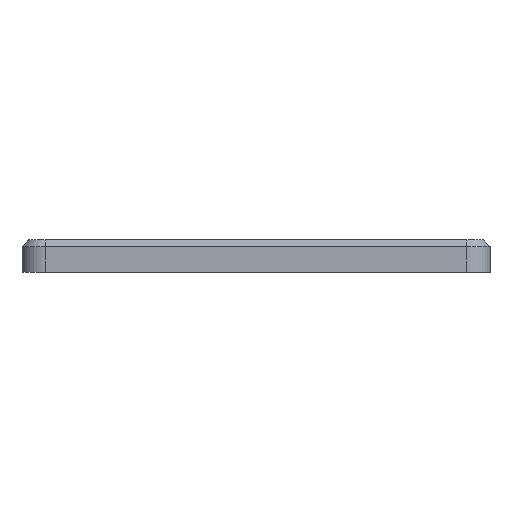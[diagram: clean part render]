
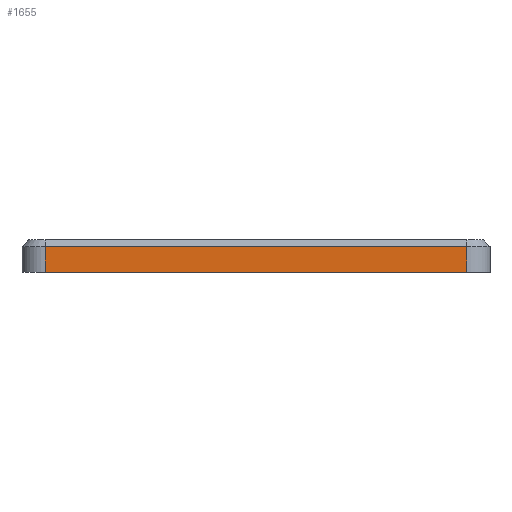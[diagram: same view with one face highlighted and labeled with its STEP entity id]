
A CAD part, front view. The second image highlights one B-rep face of the part: STEP entity #1655.
In plain terms, the highlighted planar face has unit normal (0, -1, 0).
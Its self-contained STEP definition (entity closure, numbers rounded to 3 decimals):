
#257=FACE_OUTER_BOUND('',#362,.T.);
#362=EDGE_LOOP('',(#1502,#1503,#1504,#1505));
#440=LINE('',#2781,#587);
#470=LINE('',#2861,#617);
#510=LINE('',#2966,#657);
#511=LINE('',#2968,#658);
#587=VECTOR('',#1979,10.);
#617=VECTOR('',#2059,10.);
#657=VECTOR('',#2171,10.);
#658=VECTOR('',#2174,10.);
#757=VERTEX_POINT('',#2775);
#758=VERTEX_POINT('',#2779);
#782=VERTEX_POINT('',#2858);
#783=VERTEX_POINT('',#2860);
#953=EDGE_CURVE('',#757,#758,#440,.T.);
#993=EDGE_CURVE('',#782,#783,#470,.T.);
#1046=EDGE_CURVE('',#783,#757,#510,.T.);
#1047=EDGE_CURVE('',#758,#782,#511,.T.);
#1502=ORIENTED_EDGE('',*,*,#953,.F.);
#1503=ORIENTED_EDGE('',*,*,#1046,.F.);
#1504=ORIENTED_EDGE('',*,*,#993,.F.);
#1505=ORIENTED_EDGE('',*,*,#1047,.F.);
#1568=PLANE('',#1791);
#1655=ADVANCED_FACE('',(#257),#1568,.T.);
#1791=AXIS2_PLACEMENT_3D('',#2967,#2172,#2173);
#1979=DIRECTION('',(1.,0.,0.));
#2059=DIRECTION('',(-1.,0.,0.));
#2171=DIRECTION('',(0.,0.,1.));
#2172=DIRECTION('center_axis',(0.,-1.,0.));
#2173=DIRECTION('ref_axis',(1.,0.,0.));
#2174=DIRECTION('',(0.,0.,-1.));
#2775=CARTESIAN_POINT('',(-81.361,-55.977,5.5));
#2779=CARTESIAN_POINT('',(9.639,-55.977,5.5));
#2781=CARTESIAN_POINT('',(-61.111,-55.977,5.5));
#2858=CARTESIAN_POINT('',(9.639,-55.977,0.));
#2860=CARTESIAN_POINT('',(-81.361,-55.977,0.));
#2861=CARTESIAN_POINT('',(14.639,-55.977,0.));
#2966=CARTESIAN_POINT('',(-81.361,-55.977,0.));
#2967=CARTESIAN_POINT('Origin',(-86.361,-55.977,0.));
#2968=CARTESIAN_POINT('',(9.639,-55.977,0.));
